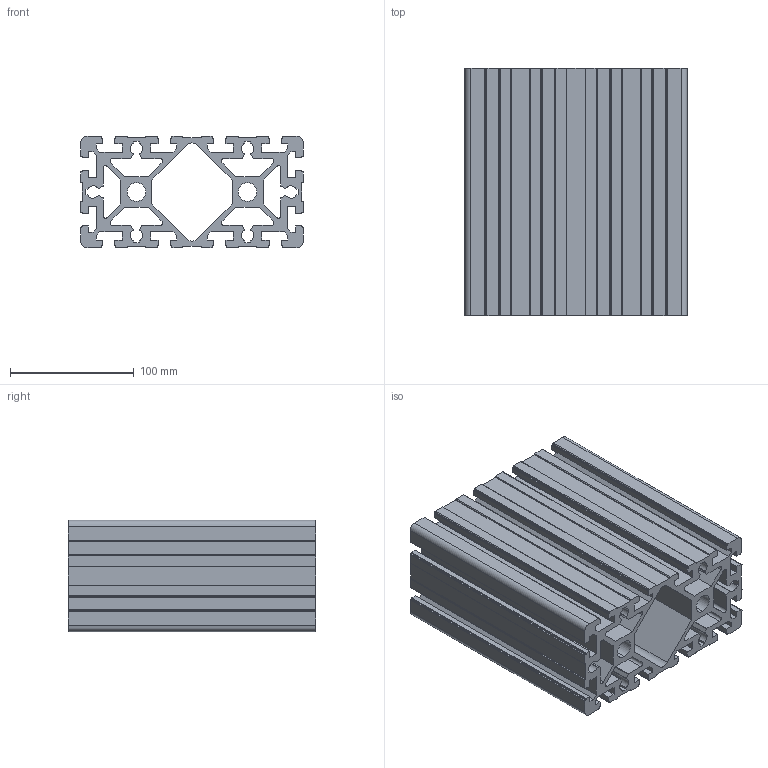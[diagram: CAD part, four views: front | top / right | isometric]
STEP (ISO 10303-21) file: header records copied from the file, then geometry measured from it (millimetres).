
FILE_DESCRIPTION (( 'STEP AP203' ), '1' );
FILE_NAME ('411990416_c_1.STEP', '2022-10-23T08:04:11', ( '' ), ( '' ), 'SwSTEP 2.0', 'SolidWorks 2014', '' );
FILE_SCHEMA (( 'CONFIG_CONTROL_DESIGN' ));
Length unit declared in the file: millimetre
Products named in the file (1): 411990416_c_1
Bounding box: 180 x 200 x 90 mm (x, y, z)
Volume: 1271449.4 mm3; surface area: 445311.3 mm2
Topology: 1 solids, 1 shells, 389 faces, 1161 edges, 774 vertices
Faces by surface type: plane 260, cylinder 129
Entity records: 13166 total; most frequent: CARTESIAN_POINT 2325, ORIENTED_EDGE 2322, DIRECTION 2199, EDGE_CURVE 1161, VECTOR 903, LINE 903, VERTEX_POINT 774, AXIS2_PLACEMENT_3D 648
